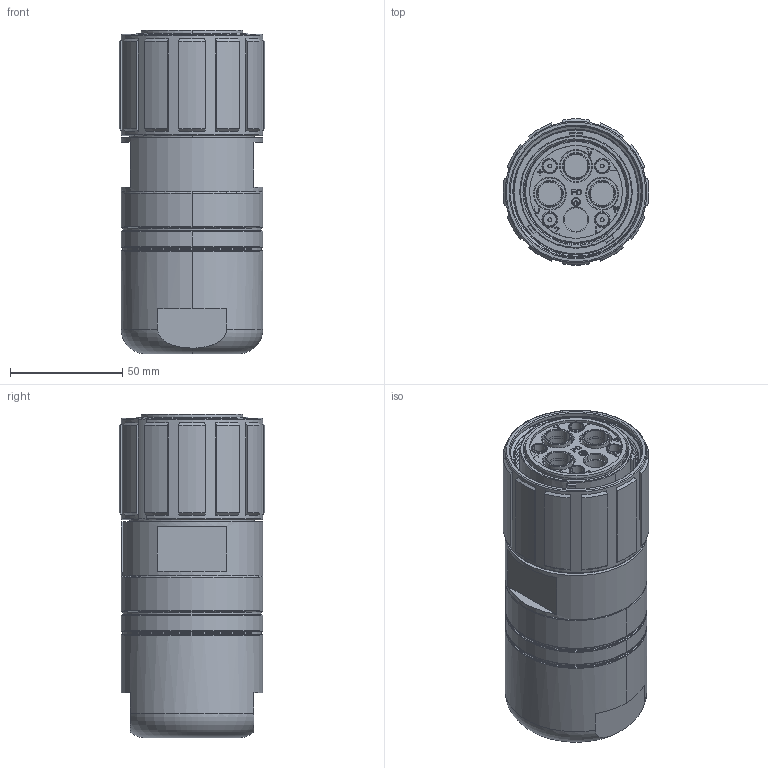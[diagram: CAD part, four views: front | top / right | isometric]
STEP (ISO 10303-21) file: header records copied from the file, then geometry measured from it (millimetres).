
FILE_DESCRIPTION((''),'2;1');
FILE_NAME('SL-7ES1N8A8002','2013-12-05T',('mbaumeister'),(''),'PRO/ENGINEER BY PARAMETRIC TECHNOLOGY CORPORATION, 2012480','PRO/ENGINEER BY PARAMETRIC TECHNOLOGY CORPORATION, 2012480','');
FILE_SCHEMA(('AUTOMOTIVE_DESIGN { 1 0 10303 214 1 1 1 1 }'));
Length unit declared in the file: millimetre
Products named in the file (1): SL-7ES1N8A8002
Bounding box: 64.88 x 64.88 x 143.9 mm (x, y, z)
Volume: 417030.1 mm3; surface area: 52637.8 mm2
Topology: 1 solids, 1 shells, 531 faces, 1323 edges, 853 vertices
Faces by surface type: plane 277, cylinder 123, cone 87, torus 34, bspline 10
Entity records: 19795 total; most frequent: CARTESIAN_POINT 6938, DIRECTION 2657, ORIENTED_EDGE 2646, EDGE_CURVE 1323, AXIS2_PLACEMENT_3D 927, VERTEX_POINT 853, VECTOR 803, LINE 803
